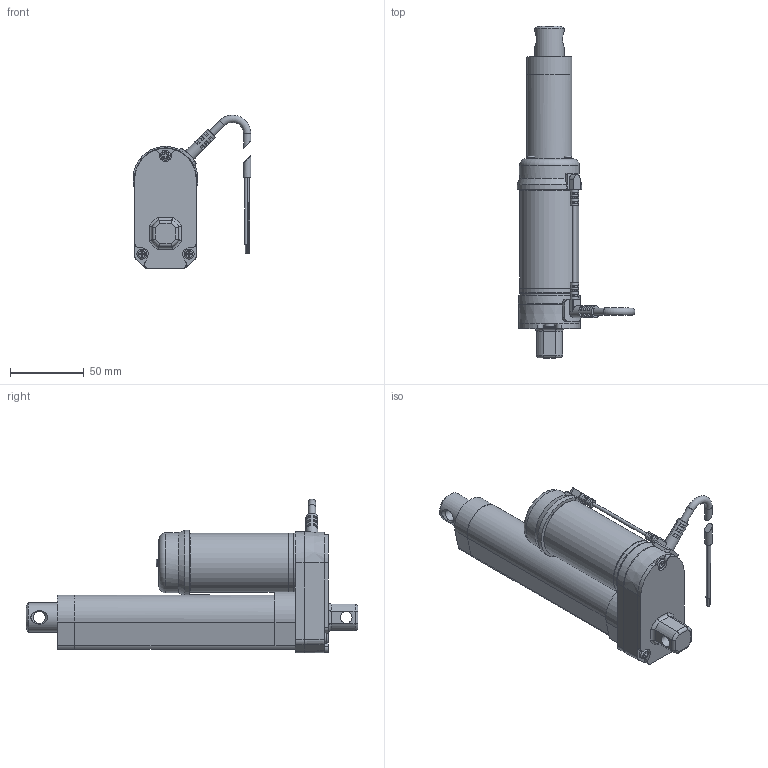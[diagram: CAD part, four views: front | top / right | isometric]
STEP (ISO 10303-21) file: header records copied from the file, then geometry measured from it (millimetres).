
FILE_DESCRIPTION( ( 'Unknown' ), '1' );
FILE_NAME( 'DLA-X-X-A-100-HS2-IP65.stp', 'Unknown', ( 'Unknown' ), ( 'Unknown' ), 'PSStep 17.0.49', 'Unknown', ' ' );
FILE_SCHEMA( ( 'AUTOMOTIVE_DESIGN { 1 0 10303 214 1 1 1 1 }' ) );
Length unit declared in the file: millimetre
Products named in the file (4): Assem1; DLA-X-X-A-100-HS2-IP65-1; DLA-X-X-A-100-HS2-IP65-2
Assembly tree (3 placements, depth 2):
  Assem1
    DLA-X-X-A-100-HS2-IP65-1
    DLA-X-X-A-100-HS2-IP65-1
    DLA-X-X-A-100-HS2-IP65-2
Bounding box: 79.85 x 225 x 104.21 mm (x, y, z)
Volume: 336610.1 mm3; surface area: 66656.7 mm2
Topology: 3 solids, 3 shells, 429 faces, 1080 edges, 711 vertices
Faces by surface type: plane 283, cylinder 121, torus 15, cone 10
Full cylindrical faces by diameter (mm): 0.4 x4, 0.55 x4, 1 x2, 1.5 x2, 2 x1, 2.2 x1, 5 x3, 5.2 x2, 5.25 x2, 6.8 x3, 8 x3, 20 x2, 39 x3, 40 x3, 40.7 x1
Entity records: 16433 total; most frequent: CARTESIAN_POINT 2867, DIRECTION 2099, ORIENTED_EDGE 1994, EDGE_CURVE 997, AXIS2_PLACEMENT_3D 735, VERTEX_POINT 681, LINE 629, VECTOR 629
